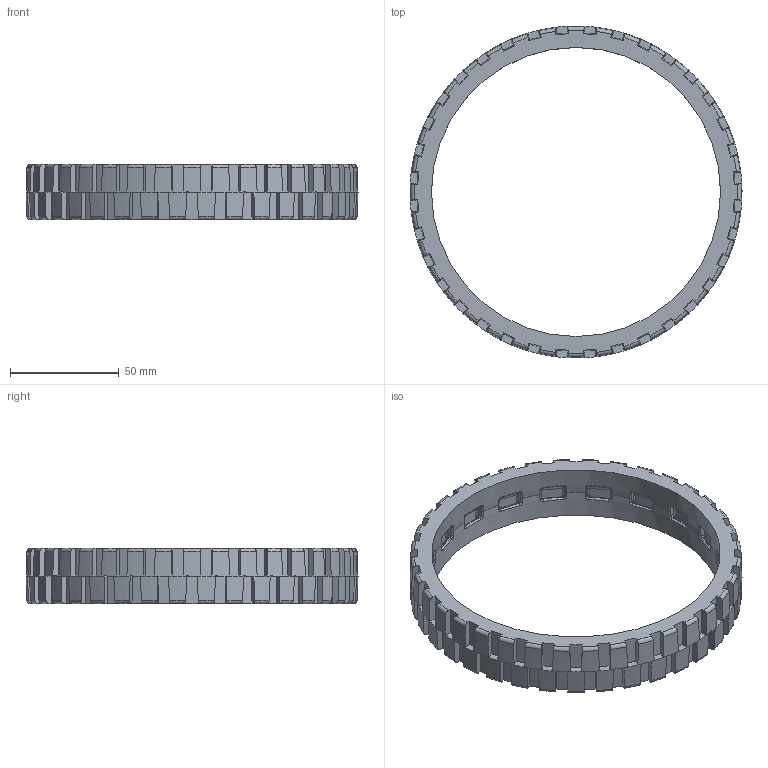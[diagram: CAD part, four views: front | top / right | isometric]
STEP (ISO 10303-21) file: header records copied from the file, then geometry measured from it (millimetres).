
FILE_DESCRIPTION(/* description */ (''),/* implementation_level */ '2;1');
FILE_NAME(/* name */ '6 HiGrip Tread.ipt.step',/* time_stamp */ '2014-01-07T10:54:25-08:00',/* author */ ('Autodesk Inc.'),/* organization */ ('Autodesk Inc.'),/* preprocessor_version */ 'ST-DEVELOPER v15.2',/* originating_system */ 'Autodesk Inventor 2014',/* authorisation */ '');
FILE_SCHEMA (('AUTOMOTIVE_DESIGN { 1 0 10303 214 3 1 1 }'));
Products named in the file (1): 6 HiGrip Tread
Bounding box: 152.39 x 152.39 x 25.4 mm (x, y, z)
Volume: 85498.1 mm3; surface area: 40679.7 mm2
Topology: 1 solids, 1 shells, 1556 faces, 3822 edges, 2268 vertices
Faces by surface type: plane 450, cylinder 440, bspline 320, torus 272, cone 74
Entity records: 57483 total; most frequent: CARTESIAN_POINT 20197, DIRECTION 7690, ORIENTED_EDGE 7636, EDGE_CURVE 3818, AXIS2_PLACEMENT_3D 3127, VERTEX_POINT 2266, EDGE_LOOP 1560, STYLED_ITEM 1557
